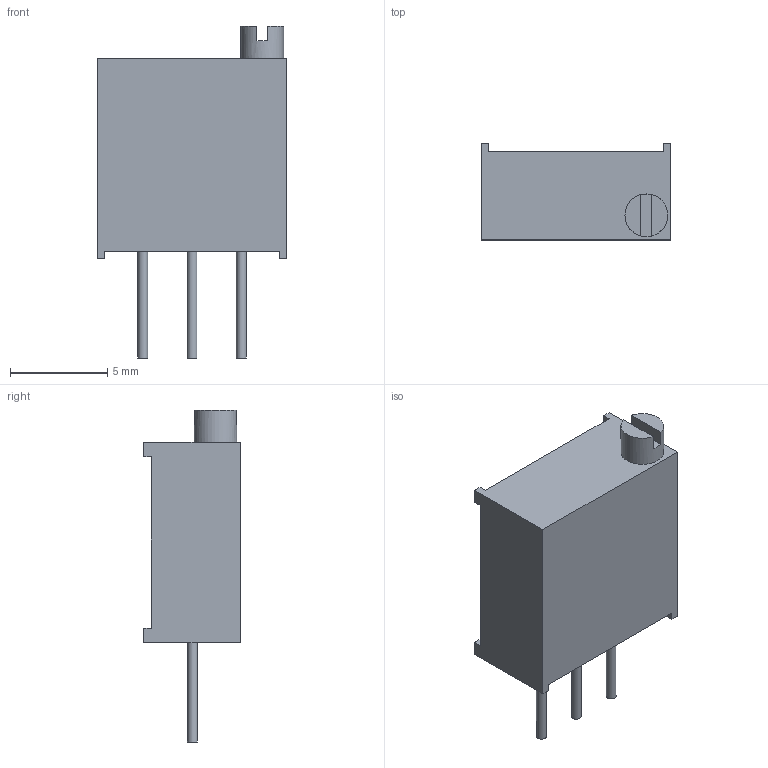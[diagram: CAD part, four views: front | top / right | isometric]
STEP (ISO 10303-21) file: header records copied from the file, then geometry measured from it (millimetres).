
FILE_DESCRIPTION(('STEP AP214'), '1');
FILE_NAME('3296W', '2016-10-27T16:44:24', ('Nobody'), (''), 'ASCON STEP Converter 1.3', 'ASCON Math Kernel', '');
FILE_SCHEMA(('AUTOMOTIVE_DESIGN { 1 0 10303 214 3 1 1}'));
Length unit declared in the file: millimetre
Bounding box: 9.78 x 4.96 x 17.1 mm (x, y, z)
Volume: 457.2 mm3; surface area: 437.1 mm2
Topology: 5 solids, 5 shells, 36 faces, 78 edges, 52 vertices
Faces by surface type: plane 32, cylinder 4
Full cylindrical faces by diameter (mm): 0.51 x3, 2.2 x1
Entity records: 1310 total; most frequent: CARTESIAN_POINT 163, DIRECTION 160, ORIENTED_EDGE 148, EDGE_CURVE 74, LINE 62, VECTOR 62, VERTEX_POINT 52, AXIS2_PLACEMENT_3D 49
